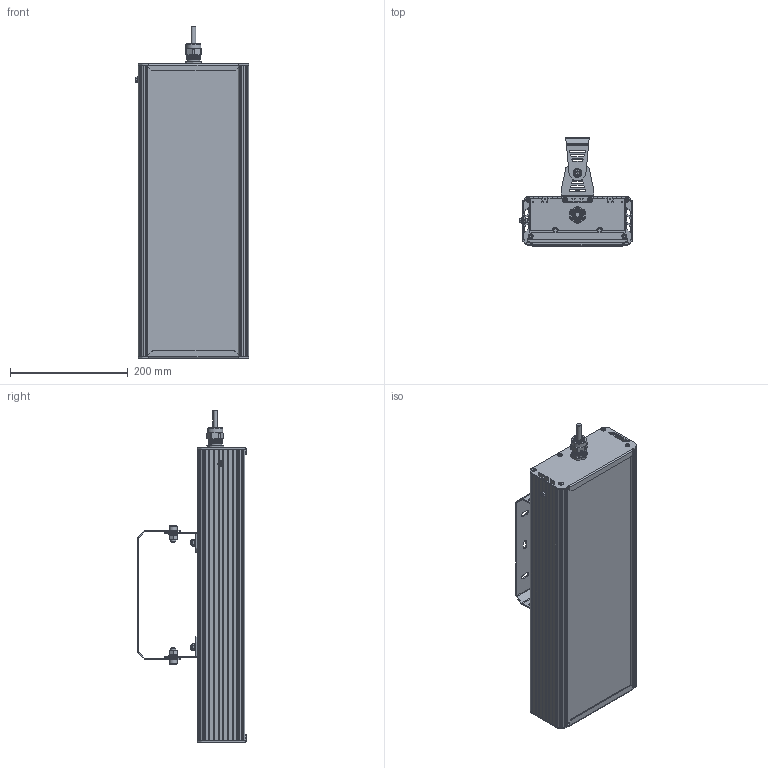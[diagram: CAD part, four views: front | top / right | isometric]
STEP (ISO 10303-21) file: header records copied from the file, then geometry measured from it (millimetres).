
FILE_DESCRIPTION(('STEP AP214'), '1');
FILE_NAME('001.0095.26.000 - 藷旆-椻嚦譇-2癱-90', '', ('UNSPECIFIED'), ('UNSPECIFIED'), 'C3D Converter', 'C3D Toolkit', '');
FILE_SCHEMA(('AUTOMOTIVE_DESIGN { 1 0 10303 214 3 1 1}'));
Length unit declared in the file: millimetre
Products named in the file (43): 001.0095.26.000; #3003; #3062; #3121; #3180; #3265; #3324; #3383; #3442
Assembly tree (75 placements, depth 4):
  001.0095.26.000
    (unnamed)
      (unnamed)
      (unnamed)
      (unnamed)
      (unnamed)
      (unnamed)
      (unnamed)
      (unnamed)
      (unnamed)  x6
      (unnamed)  x6
      (unnamed)
      (unnamed)
      (unnamed)  x10
        (unnamed)
        (unnamed)
        (unnamed)
        (unnamed)
        (unnamed)
        (unnamed)
        (unnamed)
        (unnamed)
        (unnamed)
      (unnamed)
        (unnamed)
    (unnamed)
      (unnamed)
      (unnamed)
      (unnamed)  x2
      (unnamed)
      (unnamed)
      (unnamed)
      (unnamed)
      (unnamed)
      #3003
      #3062
      #3121
      #3180  x2
      #3265
      #3324
      #3383
      #3442
      (unnamed)
Bounding box: 192.43 x 184.68 x 564.5 mm (x, y, z)
Volume: 1552214.1 mm3; surface area: 1227196.3 mm2
Topology: 362 solids, 362 shells, 4023 faces, 9469 edges, 6290 vertices
Faces by surface type: plane 2776, cylinder 1092, cone 89, bspline 51, sphere 10, torus 5
Full cylindrical faces by diameter (mm): 1 x10, 2 x20, 2.5 x40, 2.8 x250, 3.2 x10, 3.5 x50, 4 x13, 4.917 x2, 5 x2, 6 x5, 6.6 x2, 6.647 x2, 7 x2, 8 x14, 8.5 x4, 9 x4, 10 x1, 11 x2, 12.5 x1, 13 x3, 15 x4, 16 x1, 17 x1, 18 x1, 18.5 x1, 19 x1, 20 x1, 21.5 x1, 22 x2, 25.5 x1
Entity records: 80962 total; most frequent: CARTESIAN_POINT 36359, DIRECTION 8436, ORIENTED_EDGE 7366, EDGE_CURVE 3683, AXIS2_PLACEMENT_3D 3015, VERTEX_POINT 2535, LINE 2406, VECTOR 2406
